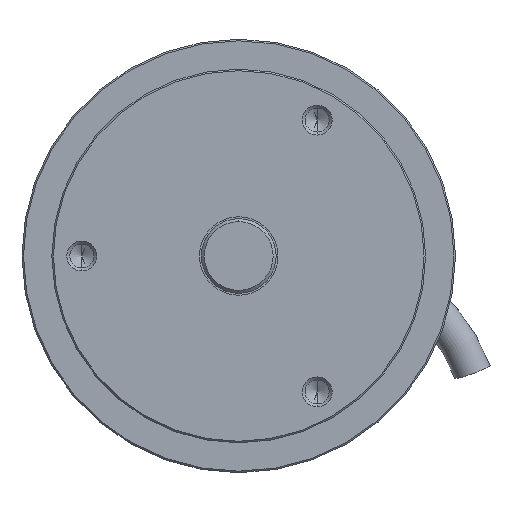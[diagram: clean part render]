
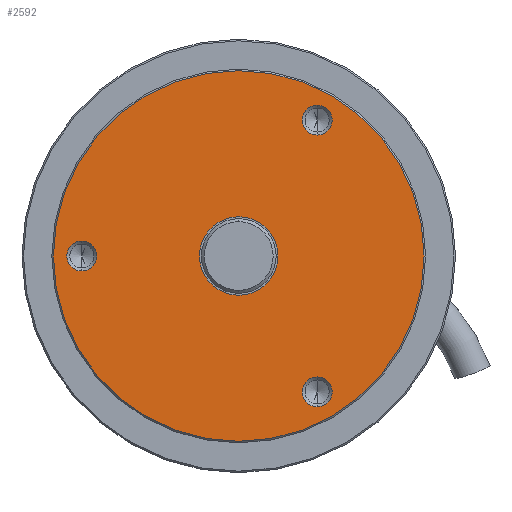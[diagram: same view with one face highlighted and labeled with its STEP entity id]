
A CAD part, front view. The second image highlights one B-rep face of the part: STEP entity #2592.
In plain terms, the highlighted planar face has unit normal (0, -1, 0).
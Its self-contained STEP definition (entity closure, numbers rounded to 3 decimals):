
#351 = CARTESIAN_POINT ( 'NONE',  ( 0., 0., 5.25 ) ) ;
#362 = CARTESIAN_POINT ( 'NONE',  ( 0., 0., -5.25 ) ) ;
#412 = DIRECTION ( 'NONE',  ( 0., 0., -1. ) ) ;
#413 = DIRECTION ( 'NONE',  ( 0., -1., 0. ) ) ;
#414 = CARTESIAN_POINT ( 'NONE',  ( 0., 0., 0. ) ) ;
#415 = AXIS2_PLACEMENT_3D ( 'NONE', #414, #413, #412 ) ;
#416 = CIRCLE ( 'NONE', #415, 5.25 ) ;
#679 = DIRECTION ( 'NONE',  ( 0., 1., 0. ) ) ;
#680 = CARTESIAN_POINT ( 'NONE',  ( 10.5, 0., 18.187 ) ) ;
#681 = AXIS2_PLACEMENT_3D ( 'NONE', #680, #679, #744 ) ;
#682 = CIRCLE ( 'NONE', #681, 2. ) ;
#719 = DIRECTION ( 'NONE',  ( 0., 0., -1. ) ) ;
#720 = DIRECTION ( 'NONE',  ( 0., 1., 0. ) ) ;
#721 = CARTESIAN_POINT ( 'NONE',  ( 10.5, 0., -18.187 ) ) ;
#722 = AXIS2_PLACEMENT_3D ( 'NONE', #721, #720, #719 ) ;
#723 = CIRCLE ( 'NONE', #722, 2. ) ;
#724 = DIRECTION ( 'NONE',  ( 0., 0., -1. ) ) ;
#725 = DIRECTION ( 'NONE',  ( 0., 1., 0. ) ) ;
#726 = CARTESIAN_POINT ( 'NONE',  ( -21., 0., 0. ) ) ;
#727 = AXIS2_PLACEMENT_3D ( 'NONE', #726, #725, #724 ) ;
#728 = CIRCLE ( 'NONE', #727, 2. ) ;
#729 = DIRECTION ( 'NONE',  ( 0., 0., -1. ) ) ;
#730 = DIRECTION ( 'NONE',  ( 0., -1., 0. ) ) ;
#731 = CARTESIAN_POINT ( 'NONE',  ( 25., 0., 0. ) ) ;
#732 = AXIS2_PLACEMENT_3D ( 'NONE', #731, #730, #729 ) ;
#733 = PLANE ( 'NONE',  #732 ) ;
#734 = FACE_BOUND ( 'NONE', #2447, .T. ) ;
#735 = FACE_OUTER_BOUND ( 'NONE', #2595, .T. ) ;
#736 = FACE_BOUND ( 'NONE', #2606, .T. ) ;
#737 = FACE_BOUND ( 'NONE', #2605, .T. ) ;
#738 = FACE_BOUND ( 'NONE', #2594, .T. ) ;
#739 = DIRECTION ( 'NONE',  ( 0., 0., -1. ) ) ;
#740 = DIRECTION ( 'NONE',  ( 0., -1., 0. ) ) ;
#741 = CARTESIAN_POINT ( 'NONE',  ( 0., 0., 0. ) ) ;
#742 = AXIS2_PLACEMENT_3D ( 'NONE', #741, #740, #739 ) ;
#743 = CIRCLE ( 'NONE', #742, 24.8 ) ;
#744 = DIRECTION ( 'NONE',  ( 0., 0., -1. ) ) ;
#779 = DIRECTION ( 'NONE',  ( 0., 0., -1. ) ) ;
#780 = DIRECTION ( 'NONE',  ( 0., -1., 0. ) ) ;
#781 = CARTESIAN_POINT ( 'NONE',  ( 0., 0., 0. ) ) ;
#782 = AXIS2_PLACEMENT_3D ( 'NONE', #781, #780, #779 ) ;
#787 = CIRCLE ( 'NONE', #782, 5.25 ) ;
#1846 = VERTEX_POINT ( 'NONE', #3287 ) ;
#1859 = EDGE_CURVE ( 'NONE', #1898, #2203, #3327, .T. ) ;
#1877 = EDGE_CURVE ( 'NONE', #1878, #1880, #3354, .T. ) ;
#1878 = VERTEX_POINT ( 'NONE', #3350 ) ;
#1880 = VERTEX_POINT ( 'NONE', #3349 ) ;
#1898 = VERTEX_POINT ( 'NONE', #3439 ) ;
#1907 = EDGE_CURVE ( 'NONE', #1910, #1846, #3426, .T. ) ;
#1910 = VERTEX_POINT ( 'NONE', #3421 ) ;
#1912 = VERTEX_POINT ( 'NONE', #3420 ) ;
#1913 = EDGE_CURVE ( 'NONE', #1916, #1912, #3419, .T. ) ;
#1916 = VERTEX_POINT ( 'NONE', #3470 ) ;
#2203 = VERTEX_POINT ( 'NONE', #3928 ) ;
#2394 = VERTEX_POINT ( 'NONE', #362 ) ;
#2402 = VERTEX_POINT ( 'NONE', #351 ) ;
#2404 = EDGE_CURVE ( 'NONE', #2402, #2394, #416, .T. ) ;
#2447 = EDGE_LOOP ( 'NONE', ( #2588, #2648 ) ) ;
#2588 = ORIENTED_EDGE ( 'NONE', *, *, #2647, .F. ) ;
#2589 = EDGE_CURVE ( 'NONE', #1912, #1916, #682, .T. ) ;
#2590 = ORIENTED_EDGE ( 'NONE', *, *, #2591, .T. ) ;
#2591 = EDGE_CURVE ( 'NONE', #1880, #1878, #743, .T. ) ;
#2592 = ADVANCED_FACE ( 'NONE', ( #738, #737, #736, #735, #734 ), #733, .T. ) ;
#2593 = ORIENTED_EDGE ( 'NONE', *, *, #1907, .T. ) ;
#2594 = EDGE_LOOP ( 'NONE', ( #2593, #2604 ) ) ;
#2595 = EDGE_LOOP ( 'NONE', ( #2590, #2601 ) ) ;
#2596 = EDGE_CURVE ( 'NONE', #1846, #1910, #728, .T. ) ;
#2597 = ORIENTED_EDGE ( 'NONE', *, *, #1859, .T. ) ;
#2598 = EDGE_CURVE ( 'NONE', #2203, #1898, #723, .T. ) ;
#2599 = ORIENTED_EDGE ( 'NONE', *, *, #1913, .T. ) ;
#2600 = ORIENTED_EDGE ( 'NONE', *, *, #2589, .T. ) ;
#2601 = ORIENTED_EDGE ( 'NONE', *, *, #1877, .T. ) ;
#2603 = ORIENTED_EDGE ( 'NONE', *, *, #2598, .T. ) ;
#2604 = ORIENTED_EDGE ( 'NONE', *, *, #2596, .T. ) ;
#2605 = EDGE_LOOP ( 'NONE', ( #2597, #2603 ) ) ;
#2606 = EDGE_LOOP ( 'NONE', ( #2599, #2600 ) ) ;
#2647 = EDGE_CURVE ( 'NONE', #2394, #2402, #787, .T. ) ;
#2648 = ORIENTED_EDGE ( 'NONE', *, *, #2404, .F. ) ;
#3287 = CARTESIAN_POINT ( 'NONE',  ( -21., 0., 2. ) ) ;
#3323 = DIRECTION ( 'NONE',  ( 0., 0., -1. ) ) ;
#3324 = DIRECTION ( 'NONE',  ( 0., 1., 0. ) ) ;
#3325 = CARTESIAN_POINT ( 'NONE',  ( 10.5, 0., -18.187 ) ) ;
#3326 = AXIS2_PLACEMENT_3D ( 'NONE', #3325, #3324, #3323 ) ;
#3327 = CIRCLE ( 'NONE', #3326, 2. ) ;
#3349 = CARTESIAN_POINT ( 'NONE',  ( 0., 0., 24.8 ) ) ;
#3350 = CARTESIAN_POINT ( 'NONE',  ( 0., 0., -24.8 ) ) ;
#3351 = DIRECTION ( 'NONE',  ( 0., 0., -1. ) ) ;
#3352 = DIRECTION ( 'NONE',  ( 0., -1., 0. ) ) ;
#3353 = AXIS2_PLACEMENT_3D ( 'NONE', #3360, #3352, #3351 ) ;
#3354 = CIRCLE ( 'NONE', #3353, 24.8 ) ;
#3360 = CARTESIAN_POINT ( 'NONE',  ( 0., 0., 0. ) ) ;
#3415 = DIRECTION ( 'NONE',  ( 0., 0., -1. ) ) ;
#3416 = DIRECTION ( 'NONE',  ( 0., 1., 0. ) ) ;
#3417 = CARTESIAN_POINT ( 'NONE',  ( 10.5, 0., 18.187 ) ) ;
#3418 = AXIS2_PLACEMENT_3D ( 'NONE', #3417, #3416, #3415 ) ;
#3419 = CIRCLE ( 'NONE', #3418, 2. ) ;
#3420 = CARTESIAN_POINT ( 'NONE',  ( 10.5, 0., 20.187 ) ) ;
#3421 = CARTESIAN_POINT ( 'NONE',  ( -21., 0., -2. ) ) ;
#3422 = DIRECTION ( 'NONE',  ( 0., 0., -1. ) ) ;
#3423 = DIRECTION ( 'NONE',  ( 0., 1., 0. ) ) ;
#3424 = CARTESIAN_POINT ( 'NONE',  ( -21., 0., 0. ) ) ;
#3425 = AXIS2_PLACEMENT_3D ( 'NONE', #3424, #3423, #3422 ) ;
#3426 = CIRCLE ( 'NONE', #3425, 2. ) ;
#3439 = CARTESIAN_POINT ( 'NONE',  ( 10.5, 0., -20.187 ) ) ;
#3470 = CARTESIAN_POINT ( 'NONE',  ( 10.5, 0., 16.187 ) ) ;
#3928 = CARTESIAN_POINT ( 'NONE',  ( 10.5, 0., -16.187 ) ) ;
